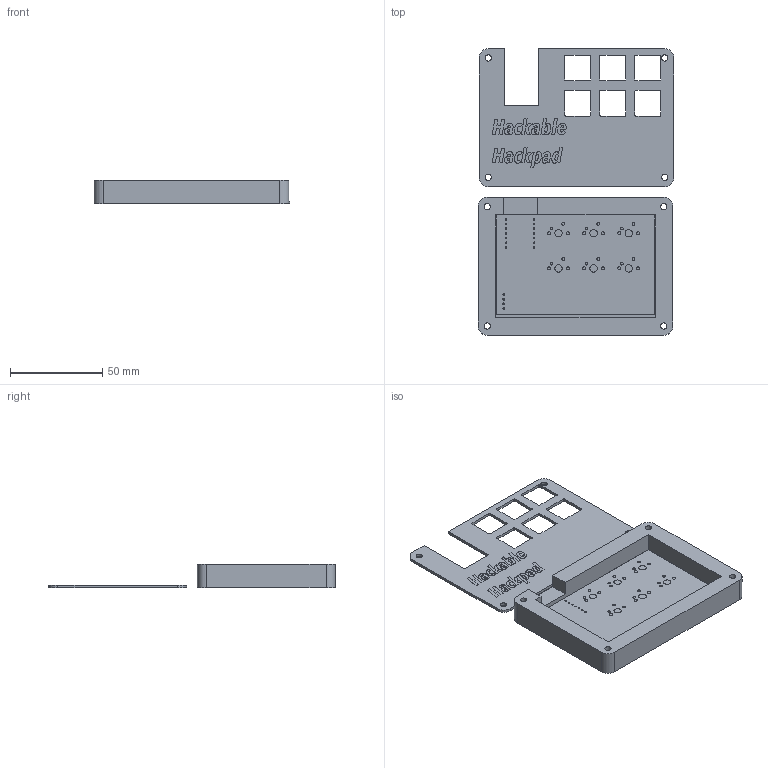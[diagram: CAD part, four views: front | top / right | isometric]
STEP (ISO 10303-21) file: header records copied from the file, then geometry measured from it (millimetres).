
FILE_DESCRIPTION(/* description */ (''),/* implementation_level */ '2;1');
FILE_NAME(/* name */ 'StanleyHackableHackpadFinish.step',/* time_stamp */ '2025-11-24T07:30:59-08:00',/* author */ (''),/* organization */ (''),/* preprocessor_version */ 'ST-DEVELOPER v20.1',/* originating_system */ 'Autodesk Translation Framework v14.21.0.0',/* authorisation */ '');
FILE_SCHEMA (('AUTOMOTIVE_DESIGN { 1 0 10303 214 3 1 1 }'));
Length unit declared in the file: millimetre
Products named in the file (5): 2025-11-23-15-16-37-625; 2025-11-23-15-19-51-541; 2025-11-23-16-17-25-378; Hackpad_New 1; Hackpad_New_PCB
Assembly tree (3 placements, depth 3):
  2025-11-23-15-16-37-625
    2025-11-23-16-17-25-378
    Hackpad_New 1
      Hackpad_New_PCB
  2025-11-23-15-19-51-541
Bounding box: 106.29 x 155.43 x 13 mm (x, y, z)
Volume: 68488.1 mm3; surface area: 47026 mm2
Topology: 3 solids, 3 shells, 566 faces, 1599 edges, 1066 vertices
Faces by surface type: bspline 279, plane 195, cylinder 92
Full cylindrical faces by diameter (mm): 0.889 x14, 1 x4, 1.5 x12, 1.7 x12, 3.4 x8, 4 x6, 6 x4
Entity records: 21827 total; most frequent: CARTESIAN_POINT 8529, ORIENTED_EDGE 3198, DIRECTION 1813, EDGE_CURVE 1599, VERTEX_POINT 1066, LINE 853, VECTOR 853, EDGE_LOOP 717
